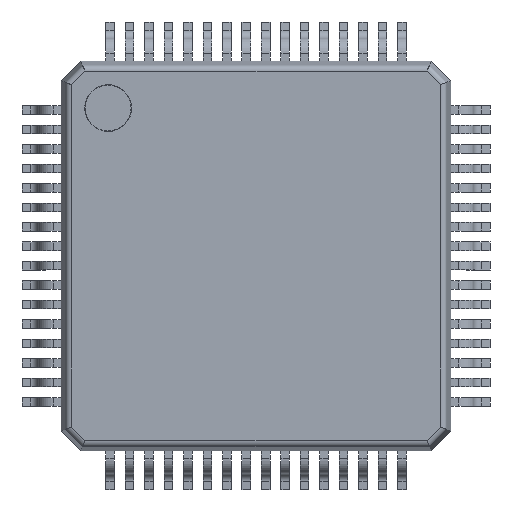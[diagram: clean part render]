
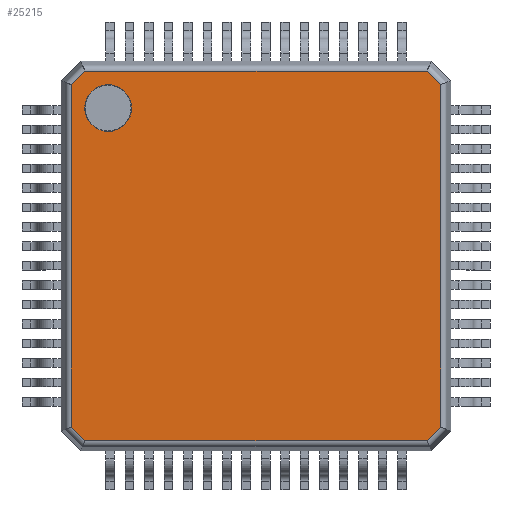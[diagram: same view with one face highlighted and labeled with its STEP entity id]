
A CAD part, top view. The second image highlights one B-rep face of the part: STEP entity #25215.
In plain terms, the highlighted planar face has unit normal (0, 0, 1).
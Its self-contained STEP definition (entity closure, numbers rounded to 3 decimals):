
#175 = CARTESIAN_POINT ( 'NONE',  ( 4.447, -4.751, 1.45 ) ) ;
#1153 = VERTEX_POINT ( 'NONE', #3944 ) ;
#1391 = EDGE_CURVE ( 'NONE', #4140, #26012, #20339, .T. ) ;
#1460 = FACE_OUTER_BOUND ( 'NONE', #34880, .T. ) ;
#1833 = DIRECTION ( 'NONE',  ( 0., 0., 1. ) ) ;
#1994 = CARTESIAN_POINT ( 'NONE',  ( -4.361, -4.787, 1.45 ) ) ;
#2046 = CARTESIAN_POINT ( 'NONE',  ( -4.751, -4.397, 1.45 ) ) ;
#3123 = EDGE_CURVE ( 'NONE', #39131, #41306, #30416, .T. ) ;
#3308 = CARTESIAN_POINT ( 'NONE',  ( -4.787, 4.361, 1.45 ) ) ;
#3944 = CARTESIAN_POINT ( 'NONE',  ( -3.2, 3.8, 1.45 ) ) ;
#4140 = VERTEX_POINT ( 'NONE', #5131 ) ;
#4247 = CARTESIAN_POINT ( 'NONE',  ( -4.397, -4.751, 1.45 ) ) ;
#4617 = DIRECTION ( 'NONE',  ( 1., 0., 0. ) ) ;
#5131 = CARTESIAN_POINT ( 'NONE',  ( 4.397, 4.751, 1.45 ) ) ;
#5293 = EDGE_CURVE ( 'NONE', #41306, #9426, #35717, .T. ) ;
#5310 = DIRECTION ( 'NONE',  ( -0.707, 0.707, 0. ) ) ;
#6310 = EDGE_CURVE ( 'NONE', #1153, #15920, #26382, .T. ) ;
#8013 = LINE ( 'NONE', #17689, #24979 ) ;
#9426 = VERTEX_POINT ( 'NONE', #28387 ) ;
#10503 = CARTESIAN_POINT ( 'NONE',  ( 0., 0., 1.45 ) ) ;
#10782 = ORIENTED_EDGE ( 'NONE', *, *, #35624, .T. ) ;
#11045 = LINE ( 'NONE', #20901, #37780 ) ;
#11231 = DIRECTION ( 'NONE',  ( 0., 0., 1. ) ) ;
#11303 = CARTESIAN_POINT ( 'NONE',  ( -3.8, 3.8, 1.45 ) ) ;
#11655 = CARTESIAN_POINT ( 'NONE',  ( -3.8, 3.8, 1.45 ) ) ;
#12110 = AXIS2_PLACEMENT_3D ( 'NONE', #10503, #35968, #32590 ) ;
#13306 = DIRECTION ( 'NONE',  ( 0.707, 0.707, 0. ) ) ;
#14016 = CARTESIAN_POINT ( 'NONE',  ( 4.751, -4.397, 1.45 ) ) ;
#14088 = EDGE_CURVE ( 'NONE', #9426, #20716, #37577, .T. ) ;
#15920 = VERTEX_POINT ( 'NONE', #39832 ) ;
#16234 = CARTESIAN_POINT ( 'NONE',  ( 4.787, -4.361, 1.45 ) ) ;
#16516 = LINE ( 'NONE', #3308, #33381 ) ;
#16530 = ORIENTED_EDGE ( 'NONE', *, *, #20084, .T. ) ;
#16732 = ORIENTED_EDGE ( 'NONE', *, *, #5293, .T. ) ;
#17689 = CARTESIAN_POINT ( 'NONE',  ( 4.361, 4.787, 1.45 ) ) ;
#17708 = EDGE_CURVE ( 'NONE', #20716, #39956, #33718, .T. ) ;
#17737 = DIRECTION ( 'NONE',  ( 1., 0., 0. ) ) ;
#18560 = CARTESIAN_POINT ( 'NONE',  ( 4.751, 4.447, 1.45 ) ) ;
#20084 = EDGE_CURVE ( 'NONE', #39956, #4140, #8013, .T. ) ;
#20252 = ORIENTED_EDGE ( 'NONE', *, *, #17708, .T. ) ;
#20339 = LINE ( 'NONE', #32760, #33208 ) ;
#20716 = VERTEX_POINT ( 'NONE', #14016 ) ;
#20839 = VERTEX_POINT ( 'NONE', #27537 ) ;
#20901 = CARTESIAN_POINT ( 'NONE',  ( -4.751, -4.447, 1.45 ) ) ;
#22284 = AXIS2_PLACEMENT_3D ( 'NONE', #11303, #1833, #4617 ) ;
#23627 = CIRCLE ( 'NONE', #22284, 0.6 ) ;
#23637 = VECTOR ( 'NONE', #25908, 1000. ) ;
#23676 = PLANE ( 'NONE',  #12110 ) ;
#23808 = DIRECTION ( 'NONE',  ( 0., -1., 0. ) ) ;
#24233 = ORIENTED_EDGE ( 'NONE', *, *, #36417, .F. ) ;
#24393 = AXIS2_PLACEMENT_3D ( 'NONE', #11655, #11231, #17737 ) ;
#24979 = VECTOR ( 'NONE', #5310, 1000. ) ;
#25140 = ORIENTED_EDGE ( 'NONE', *, *, #1391, .T. ) ;
#25215 = ADVANCED_FACE ( 'NONE', ( #34711, #1460 ), #23676, .T. ) ;
#25460 = EDGE_CURVE ( 'NONE', #20839, #39131, #11045, .T. ) ;
#25908 = DIRECTION ( 'NONE',  ( 1., 0., 0. ) ) ;
#26012 = VERTEX_POINT ( 'NONE', #33252 ) ;
#26313 = ORIENTED_EDGE ( 'NONE', *, *, #25460, .T. ) ;
#26382 = CIRCLE ( 'NONE', #24393, 0.6 ) ;
#27537 = CARTESIAN_POINT ( 'NONE',  ( -4.751, 4.397, 1.45 ) ) ;
#28387 = CARTESIAN_POINT ( 'NONE',  ( 4.397, -4.751, 1.45 ) ) ;
#28776 = DIRECTION ( 'NONE',  ( -0.707, -0.707, 0. ) ) ;
#29395 = EDGE_LOOP ( 'NONE', ( #39349, #24233 ) ) ;
#30010 = VECTOR ( 'NONE', #40278, 1000. ) ;
#30416 = LINE ( 'NONE', #1994, #30010 ) ;
#31212 = DIRECTION ( 'NONE',  ( 0., 1., 0. ) ) ;
#32590 = DIRECTION ( 'NONE',  ( 1., 0., 0. ) ) ;
#32760 = CARTESIAN_POINT ( 'NONE',  ( -4.447, 4.751, 1.45 ) ) ;
#33208 = VECTOR ( 'NONE', #39302, 1000. ) ;
#33252 = CARTESIAN_POINT ( 'NONE',  ( -4.397, 4.751, 1.45 ) ) ;
#33381 = VECTOR ( 'NONE', #28776, 1000. ) ;
#33718 = LINE ( 'NONE', #18560, #39610 ) ;
#34261 = ORIENTED_EDGE ( 'NONE', *, *, #14088, .T. ) ;
#34327 = ORIENTED_EDGE ( 'NONE', *, *, #3123, .T. ) ;
#34711 = FACE_BOUND ( 'NONE', #29395, .T. ) ;
#34880 = EDGE_LOOP ( 'NONE', ( #25140, #10782, #26313, #34327, #16732, #34261, #20252, #16530 ) ) ;
#35624 = EDGE_CURVE ( 'NONE', #26012, #20839, #16516, .T. ) ;
#35717 = LINE ( 'NONE', #175, #23637 ) ;
#35968 = DIRECTION ( 'NONE',  ( 0., 0., 1. ) ) ;
#36093 = CARTESIAN_POINT ( 'NONE',  ( 4.751, 4.397, 1.45 ) ) ;
#36417 = EDGE_CURVE ( 'NONE', #15920, #1153, #23627, .T. ) ;
#37577 = LINE ( 'NONE', #16234, #40457 ) ;
#37780 = VECTOR ( 'NONE', #23808, 1000. ) ;
#39131 = VERTEX_POINT ( 'NONE', #2046 ) ;
#39302 = DIRECTION ( 'NONE',  ( -1., 0., 0. ) ) ;
#39349 = ORIENTED_EDGE ( 'NONE', *, *, #6310, .F. ) ;
#39610 = VECTOR ( 'NONE', #31212, 1000. ) ;
#39832 = CARTESIAN_POINT ( 'NONE',  ( -4.4, 3.8, 1.45 ) ) ;
#39956 = VERTEX_POINT ( 'NONE', #36093 ) ;
#40278 = DIRECTION ( 'NONE',  ( 0.707, -0.707, 0. ) ) ;
#40457 = VECTOR ( 'NONE', #13306, 1000. ) ;
#41306 = VERTEX_POINT ( 'NONE', #4247 ) ;
